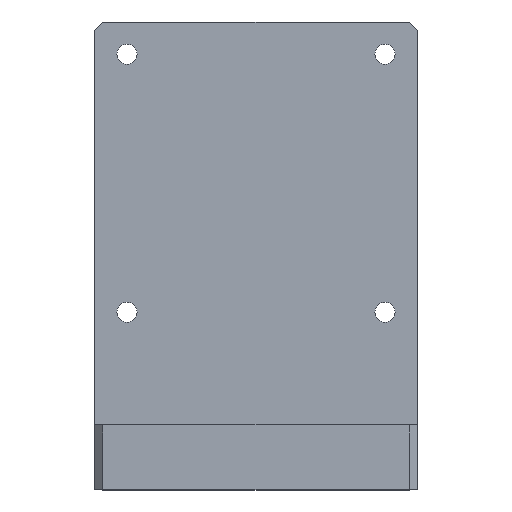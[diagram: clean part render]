
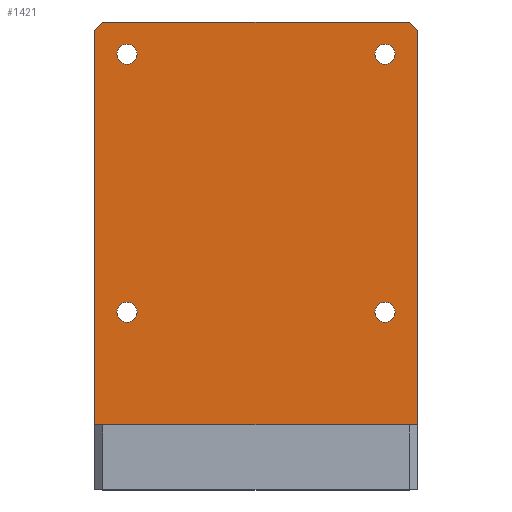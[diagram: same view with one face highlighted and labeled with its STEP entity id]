
A CAD part, top view. The second image highlights one B-rep face of the part: STEP entity #1421.
In plain terms, the highlighted planar face has unit normal (0, 0, 1).
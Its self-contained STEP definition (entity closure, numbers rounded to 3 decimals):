
#7 = VERTEX_POINT ( 'NONE', #3243 ) ;
#39 = AXIS2_PLACEMENT_3D ( 'NONE', #2198, #1269, #747 ) ;
#41 = DIRECTION ( 'NONE',  ( 1., 0., 0. ) ) ;
#52 = VECTOR ( 'NONE', #1720, 1000. ) ;
#100 = CARTESIAN_POINT ( 'NONE',  ( -22.539, 28.284, 51. ) ) ;
#153 = VERTEX_POINT ( 'NONE', #6004 ) ;
#162 = DIRECTION ( 'NONE',  ( 0., 0., -1. ) ) ;
#304 = EDGE_CURVE ( 'NONE', #4176, #772, #872, .T. ) ;
#440 = FACE_OUTER_BOUND ( 'NONE', #1171, .T. ) ;
#468 = DIRECTION ( 'NONE',  ( 0., -1., 0. ) ) ;
#611 = DIRECTION ( 'NONE',  ( 0., -1., 0. ) ) ;
#637 = DIRECTION ( 'NONE',  ( 0., -1., 0. ) ) ;
#703 = CIRCLE ( 'NONE', #39, 1.25 ) ;
#728 = CIRCLE ( 'NONE', #5344, 1.25 ) ;
#747 = DIRECTION ( 'NONE',  ( 0., -1., 0. ) ) ;
#772 = VERTEX_POINT ( 'NONE', #4745 ) ;
#831 = DIRECTION ( 'NONE',  ( 0., -1., 0. ) ) ;
#872 = CIRCLE ( 'NONE', #1959, 1.25 ) ;
#1009 = VERTEX_POINT ( 'NONE', #4849 ) ;
#1090 = ORIENTED_EDGE ( 'NONE', *, *, #304, .T. ) ;
#1113 = LINE ( 'NONE', #2796, #6017 ) ;
#1171 = EDGE_LOOP ( 'NONE', ( #4211, #2879, #6131, #1557, #1298, #3567 ) ) ;
#1197 = DIRECTION ( 'NONE',  ( 0., 0., -1. ) ) ;
#1209 = DIRECTION ( 'NONE',  ( 0., 0., -1. ) ) ;
#1262 = VERTEX_POINT ( 'NONE', #1649 ) ;
#1269 = DIRECTION ( 'NONE',  ( 0., 0., -1. ) ) ;
#1296 = VERTEX_POINT ( 'NONE', #5472 ) ;
#1298 = ORIENTED_EDGE ( 'NONE', *, *, #3418, .T. ) ;
#1344 = DIRECTION ( 'NONE',  ( 0., 0., 1. ) ) ;
#1346 = EDGE_CURVE ( 'NONE', #2437, #1296, #1795, .T. ) ;
#1384 = CARTESIAN_POINT ( 'NONE',  ( 13.461, 16.034, 51. ) ) ;
#1421 = ADVANCED_FACE ( 'NONE', ( #2850, #4026, #1646, #3887, #440 ), #5635, .T. ) ;
#1446 = VERTEX_POINT ( 'NONE', #4725 ) ;
#1483 = DIRECTION ( 'NONE',  ( 0., 0., -1. ) ) ;
#1557 = ORIENTED_EDGE ( 'NONE', *, *, #4538, .T. ) ;
#1572 = VECTOR ( 'NONE', #3157, 1000. ) ;
#1646 = FACE_BOUND ( 'NONE', #6072, .T. ) ;
#1649 = CARTESIAN_POINT ( 'NONE',  ( -18.539, 48.034, 51. ) ) ;
#1703 = CARTESIAN_POINT ( 'NONE',  ( -2.539, 53.284, 51. ) ) ;
#1720 = DIRECTION ( 'NONE',  ( -1., 0., 0. ) ) ;
#1744 = CIRCLE ( 'NONE', #1938, 1.25 ) ;
#1795 = LINE ( 'NONE', #4081, #1572 ) ;
#1806 = EDGE_CURVE ( 'NONE', #2497, #7, #1113, .T. ) ;
#1880 = CARTESIAN_POINT ( 'NONE',  ( -21.539, 53.284, 51. ) ) ;
#1938 = AXIS2_PLACEMENT_3D ( 'NONE', #5122, #4672, #831 ) ;
#1959 = AXIS2_PLACEMENT_3D ( 'NONE', #4061, #1209, #4981 ) ;
#1990 = DIRECTION ( 'NONE',  ( 0., -1., 0. ) ) ;
#2110 = DIRECTION ( 'NONE',  ( -0.707, 0.707, 0. ) ) ;
#2136 = VECTOR ( 'NONE', #2110, 1000. ) ;
#2156 = ORIENTED_EDGE ( 'NONE', *, *, #2710, .T. ) ;
#2198 = CARTESIAN_POINT ( 'NONE',  ( 13.461, 17.284, 51. ) ) ;
#2199 = EDGE_CURVE ( 'NONE', #772, #4176, #5642, .T. ) ;
#2201 = LINE ( 'NONE', #4014, #2136 ) ;
#2345 = DIRECTION ( 'NONE',  ( 0., -1., 0. ) ) ;
#2364 = ORIENTED_EDGE ( 'NONE', *, *, #2199, .T. ) ;
#2422 = VERTEX_POINT ( 'NONE', #1384 ) ;
#2437 = VERTEX_POINT ( 'NONE', #1880 ) ;
#2482 = AXIS2_PLACEMENT_3D ( 'NONE', #3533, #5875, #611 ) ;
#2497 = VERTEX_POINT ( 'NONE', #3250 ) ;
#2582 = EDGE_LOOP ( 'NONE', ( #3354, #3187 ) ) ;
#2628 = EDGE_CURVE ( 'NONE', #1009, #1262, #728, .T. ) ;
#2665 = DIRECTION ( 'NONE',  ( 0., -1., 0. ) ) ;
#2671 = LINE ( 'NONE', #1703, #52 ) ;
#2710 = EDGE_CURVE ( 'NONE', #1446, #153, #4758, .T. ) ;
#2732 = EDGE_CURVE ( 'NONE', #1262, #1009, #3509, .T. ) ;
#2796 = CARTESIAN_POINT ( 'NONE',  ( 17.461, 27.784, 51. ) ) ;
#2850 = FACE_BOUND ( 'NONE', #3624, .T. ) ;
#2879 = ORIENTED_EDGE ( 'NONE', *, *, #6123, .T. ) ;
#2934 = VERTEX_POINT ( 'NONE', #3131 ) ;
#2984 = CARTESIAN_POINT ( 'NONE',  ( -18.539, 49.284, 51. ) ) ;
#3027 = ORIENTED_EDGE ( 'NONE', *, *, #4828, .T. ) ;
#3048 = AXIS2_PLACEMENT_3D ( 'NONE', #2984, #162, #3455 ) ;
#3110 = CIRCLE ( 'NONE', #3497, 1.25 ) ;
#3131 = CARTESIAN_POINT ( 'NONE',  ( 13.461, 18.534, 51. ) ) ;
#3157 = DIRECTION ( 'NONE',  ( -0.707, -0.707, 0. ) ) ;
#3187 = ORIENTED_EDGE ( 'NONE', *, *, #2628, .T. ) ;
#3243 = CARTESIAN_POINT ( 'NONE',  ( 17.461, 52.284, 51. ) ) ;
#3250 = CARTESIAN_POINT ( 'NONE',  ( 17.461, 3.284, 51. ) ) ;
#3348 = CARTESIAN_POINT ( 'NONE',  ( -22.539, 3.284, 51. ) ) ;
#3354 = ORIENTED_EDGE ( 'NONE', *, *, #2732, .T. ) ;
#3418 = EDGE_CURVE ( 'NONE', #3991, #2437, #2671, .T. ) ;
#3455 = DIRECTION ( 'NONE',  ( 0., -1., 0. ) ) ;
#3474 = CARTESIAN_POINT ( 'NONE',  ( 13.461, 49.284, 51. ) ) ;
#3483 = EDGE_CURVE ( 'NONE', #153, #1446, #3110, .T. ) ;
#3497 = AXIS2_PLACEMENT_3D ( 'NONE', #5428, #1197, #2665 ) ;
#3509 = CIRCLE ( 'NONE', #3048, 1.25 ) ;
#3524 = LINE ( 'NONE', #4391, #5366 ) ;
#3533 = CARTESIAN_POINT ( 'NONE',  ( -18.539, 17.284, 51. ) ) ;
#3567 = ORIENTED_EDGE ( 'NONE', *, *, #1346, .T. ) ;
#3624 = EDGE_LOOP ( 'NONE', ( #2364, #1090 ) ) ;
#3684 = VECTOR ( 'NONE', #1990, 1000. ) ;
#3844 = ORIENTED_EDGE ( 'NONE', *, *, #3483, .T. ) ;
#3887 = FACE_BOUND ( 'NONE', #2582, .T. ) ;
#3991 = VERTEX_POINT ( 'NONE', #5399 ) ;
#4014 = CARTESIAN_POINT ( 'NONE',  ( 17.461, 52.284, 51. ) ) ;
#4026 = FACE_BOUND ( 'NONE', #4580, .T. ) ;
#4061 = CARTESIAN_POINT ( 'NONE',  ( -18.539, 17.284, 51. ) ) ;
#4081 = CARTESIAN_POINT ( 'NONE',  ( -22.039, 52.784, 51. ) ) ;
#4105 = EDGE_CURVE ( 'NONE', #2934, #2422, #703, .T. ) ;
#4176 = VERTEX_POINT ( 'NONE', #5118 ) ;
#4211 = ORIENTED_EDGE ( 'NONE', *, *, #5123, .T. ) ;
#4257 = AXIS2_PLACEMENT_3D ( 'NONE', #5177, #1344, #2345 ) ;
#4261 = CARTESIAN_POINT ( 'NONE',  ( -18.539, 49.284, 51. ) ) ;
#4334 = ORIENTED_EDGE ( 'NONE', *, *, #4105, .T. ) ;
#4391 = CARTESIAN_POINT ( 'NONE',  ( -2.539, 3.284, 51. ) ) ;
#4447 = DIRECTION ( 'NONE',  ( 0., 0., -1. ) ) ;
#4538 = EDGE_CURVE ( 'NONE', #7, #3991, #2201, .T. ) ;
#4580 = EDGE_LOOP ( 'NONE', ( #3027, #4334 ) ) ;
#4672 = DIRECTION ( 'NONE',  ( 0., 0., -1. ) ) ;
#4725 = CARTESIAN_POINT ( 'NONE',  ( 13.461, 50.534, 51. ) ) ;
#4745 = CARTESIAN_POINT ( 'NONE',  ( -18.539, 16.034, 51. ) ) ;
#4758 = CIRCLE ( 'NONE', #5575, 1.25 ) ;
#4828 = EDGE_CURVE ( 'NONE', #2422, #2934, #1744, .T. ) ;
#4849 = CARTESIAN_POINT ( 'NONE',  ( -18.539, 50.534, 51. ) ) ;
#4981 = DIRECTION ( 'NONE',  ( 0., -1., 0. ) ) ;
#5118 = CARTESIAN_POINT ( 'NONE',  ( -18.539, 18.534, 51. ) ) ;
#5122 = CARTESIAN_POINT ( 'NONE',  ( 13.461, 17.284, 51. ) ) ;
#5123 = EDGE_CURVE ( 'NONE', #1296, #5684, #5895, .T. ) ;
#5177 = CARTESIAN_POINT ( 'NONE',  ( -22.539, 53.284, 51. ) ) ;
#5344 = AXIS2_PLACEMENT_3D ( 'NONE', #4261, #1483, #468 ) ;
#5366 = VECTOR ( 'NONE', #41, 1000. ) ;
#5399 = CARTESIAN_POINT ( 'NONE',  ( 16.461, 53.284, 51. ) ) ;
#5428 = CARTESIAN_POINT ( 'NONE',  ( 13.461, 49.284, 51. ) ) ;
#5472 = CARTESIAN_POINT ( 'NONE',  ( -22.539, 52.284, 51. ) ) ;
#5575 = AXIS2_PLACEMENT_3D ( 'NONE', #3474, #4447, #637 ) ;
#5635 = PLANE ( 'NONE',  #4257 ) ;
#5642 = CIRCLE ( 'NONE', #2482, 1.25 ) ;
#5684 = VERTEX_POINT ( 'NONE', #3348 ) ;
#5875 = DIRECTION ( 'NONE',  ( 0., 0., -1. ) ) ;
#5895 = LINE ( 'NONE', #100, #3684 ) ;
#6004 = CARTESIAN_POINT ( 'NONE',  ( 13.461, 48.034, 51. ) ) ;
#6014 = DIRECTION ( 'NONE',  ( 0., 1., 0. ) ) ;
#6017 = VECTOR ( 'NONE', #6014, 1000. ) ;
#6072 = EDGE_LOOP ( 'NONE', ( #3844, #2156 ) ) ;
#6123 = EDGE_CURVE ( 'NONE', #5684, #2497, #3524, .T. ) ;
#6131 = ORIENTED_EDGE ( 'NONE', *, *, #1806, .T. ) ;
